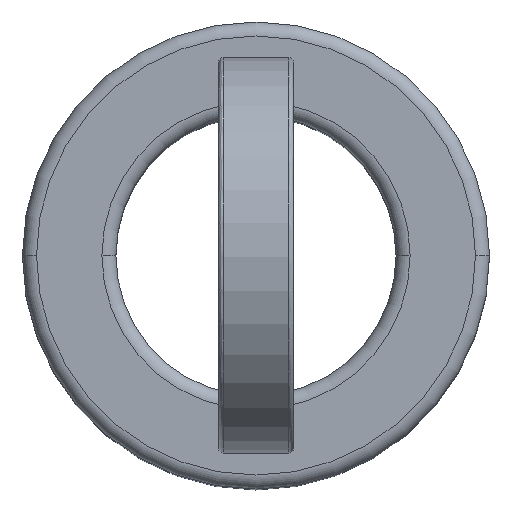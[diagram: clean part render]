
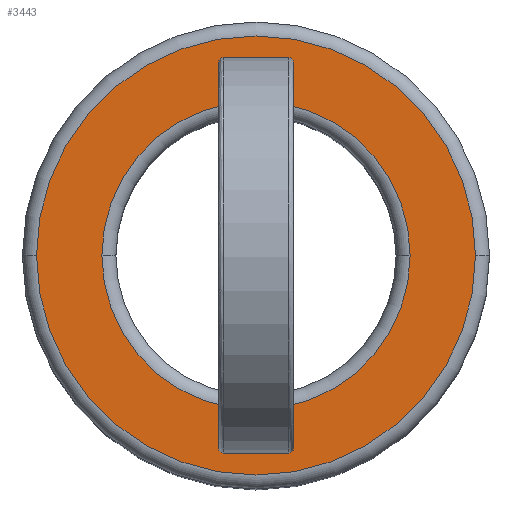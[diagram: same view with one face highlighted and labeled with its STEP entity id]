
A CAD part, top view. The second image highlights one B-rep face of the part: STEP entity #3443.
In plain terms, the highlighted planar face has unit normal (0, 0, 1).
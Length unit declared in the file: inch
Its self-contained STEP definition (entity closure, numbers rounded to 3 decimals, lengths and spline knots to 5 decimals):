
#198 = CARTESIAN_POINT ( 'NONE',  ( 0., 0., 0.12 ) ) ;
#199 = DIRECTION ( 'NONE',  ( 0., 0., 1. ) ) ;
#200 = DIRECTION ( 'NONE',  ( 1., 0., 0. ) ) ;
#201 = CARTESIAN_POINT ( 'NONE',  ( 0., 0., 0.12 ) ) ;
#202 = DIRECTION ( 'NONE',  ( 0., 0., -1. ) ) ;
#203 = DIRECTION ( 'NONE',  ( 1., 0., 0. ) ) ;
#231 = PLANE ( 'NONE',  #299 ) ;
#232 = CARTESIAN_POINT ( 'NONE',  ( 0., 0., 0.12 ) ) ;
#233 = DIRECTION ( 'NONE',  ( 0., 0., 1. ) ) ;
#234 = DIRECTION ( 'NONE',  ( 1., 0., 0. ) ) ;
#265 = FACE_BOUND ( 'NONE', #3661, .T. ) ;
#285 = AXIS2_PLACEMENT_3D ( 'NONE', #198, #199, #200 ) ;
#286 = AXIS2_PLACEMENT_3D ( 'NONE', #201, #202, #203 ) ;
#288 = FACE_OUTER_BOUND ( 'NONE', #3664, .T. ) ;
#299 = AXIS2_PLACEMENT_3D ( 'NONE', #232, #233, #234 ) ;
#696 = CARTESIAN_POINT ( 'NONE',  ( 0., 0., 0.12 ) ) ;
#697 = DIRECTION ( 'NONE',  ( 0., 0., -1. ) ) ;
#698 = DIRECTION ( 'NONE',  ( 1., 0., 0. ) ) ;
#699 = CARTESIAN_POINT ( 'NONE',  ( 0., 0., 0.12 ) ) ;
#700 = DIRECTION ( 'NONE',  ( 0., 0., 1. ) ) ;
#701 = DIRECTION ( 'NONE',  ( 1., 0., 0. ) ) ;
#750 = AXIS2_PLACEMENT_3D ( 'NONE', #696, #697, #698 ) ;
#758 = AXIS2_PLACEMENT_3D ( 'NONE', #699, #700, #701 ) ;
#2311 = CARTESIAN_POINT ( 'NONE',  ( 0.033, 0., 0.12 ) ) ;
#2313 = CARTESIAN_POINT ( 'NONE',  ( 0.047, 0., 0.12 ) ) ;
#2314 = CARTESIAN_POINT ( 'NONE',  ( -0.033, 0., 0.12 ) ) ;
#2316 = CARTESIAN_POINT ( 'NONE',  ( -0.047, 0., 0.12 ) ) ;
#2523 = ORIENTED_EDGE ( 'NONE', *, *, #3509, .T. ) ;
#2524 = ORIENTED_EDGE ( 'NONE', *, *, #3440, .T. ) ;
#2526 = ORIENTED_EDGE ( 'NONE', *, *, #3508, .T. ) ;
#2527 = ORIENTED_EDGE ( 'NONE', *, *, #3439, .T. ) ;
#3008 = CIRCLE ( 'NONE', #285, 0.047 ) ;
#3009 = CIRCLE ( 'NONE', #286, 0.033 ) ;
#3032 = CIRCLE ( 'NONE', #758, 0.047 ) ;
#3033 = CIRCLE ( 'NONE', #750, 0.033 ) ;
#3439 = EDGE_CURVE ( 'NONE', #3715, #3712, #3008, .T. ) ;
#3440 = EDGE_CURVE ( 'NONE', #3710, #3713, #3009, .T. ) ;
#3443 = ADVANCED_FACE ( 'NONE', ( #265, #288 ), #231, .T. ) ;
#3508 = EDGE_CURVE ( 'NONE', #3713, #3710, #3033, .T. ) ;
#3509 = EDGE_CURVE ( 'NONE', #3712, #3715, #3032, .T. ) ;
#3661 = EDGE_LOOP ( 'NONE', ( #2524, #2526 ) ) ;
#3664 = EDGE_LOOP ( 'NONE', ( #2523, #2527 ) ) ;
#3710 = VERTEX_POINT ( 'NONE', #2311 ) ;
#3712 = VERTEX_POINT ( 'NONE', #2313 ) ;
#3713 = VERTEX_POINT ( 'NONE', #2314 ) ;
#3715 = VERTEX_POINT ( 'NONE', #2316 ) ;
